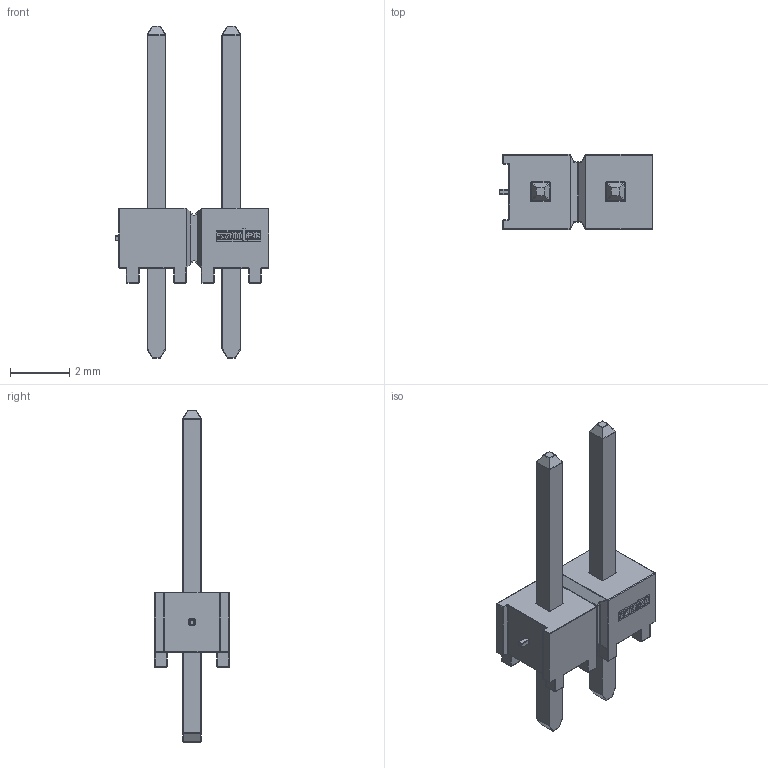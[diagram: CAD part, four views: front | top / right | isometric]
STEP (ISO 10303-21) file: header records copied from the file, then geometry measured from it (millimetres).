
FILE_DESCRIPTION(/* description */ ('TSW Series-TSW Series - (2,54 mm) .100" Through-Hole .025" Square Post Header'),/* implementation_level */ '2;1');
FILE_NAME(/* name */ 'TSW-102-07-L-S.stp',/* time_stamp */ '2021-10-02T15:37:21+02:00',/* author */ ('khaled'),/* organization */ ('SAMTEC'),/* preprocessor_version */ 'ST-DEVELOPER v17',/* originating_system */ 'Autodesk Inventor 2019',/* authorisation */ '');
FILE_SCHEMA (('AUTOMOTIVE_DESIGN { 1 0 10303 214 3 1 1 }'));
Length unit declared in the file: millimetre
Products named in the file (4): TSW-102-07-L-S; TSW-102-07-L-S_body; T-1S6-07-TSW-1-07-2-S; Samtec
Assembly tree (3 placements, depth 2):
  TSW-102-07-L-S
    TSW-102-07-L-S_body
    T-1S6-07-TSW-1-07-2-S
    Samtec
Bounding box: 5.21 x 2.54 x 11.25 mm (x, y, z)
Volume: 33.1 mm3; surface area: 135.3 mm2
Topology: 12 solids, 12 shells, 764 faces, 1721 edges, 986 vertices
Faces by surface type: cylinder 278, plane 230, sphere 96, bspline 88, torus 72
Entity records: 23072 total; most frequent: CARTESIAN_POINT 6048, DIRECTION 3639, ORIENTED_EDGE 3442, EDGE_CURVE 1721, AXIS2_PLACEMENT_3D 1365, VERTEX_POINT 986, LINE 909, VECTOR 909
